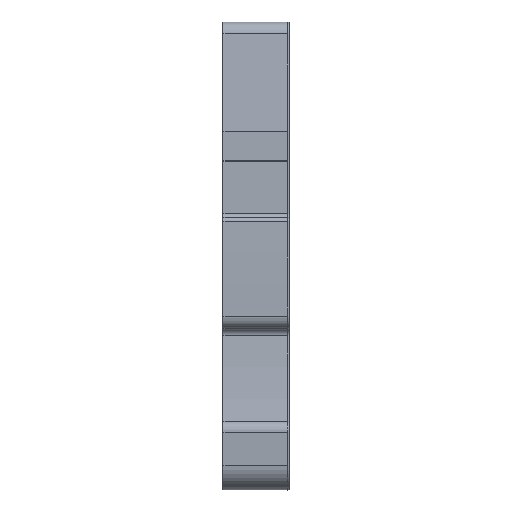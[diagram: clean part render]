
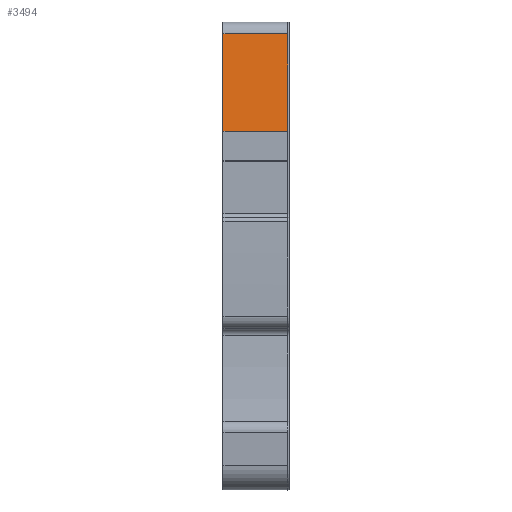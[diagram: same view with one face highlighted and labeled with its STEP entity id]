
A CAD part, front view. The second image highlights one B-rep face of the part: STEP entity #3494.
In plain terms, the highlighted planar face has unit normal (0, -0.996, 0.087).
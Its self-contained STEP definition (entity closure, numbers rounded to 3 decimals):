
#3474=AXIS2_PLACEMENT_3D('Plane Axis2P3D',#3471,#3472,#3473) ;
#968=CARTESIAN_POINT('Vertex',(0.,1.936,27.7)) ;
#971=CARTESIAN_POINT('Line Origine',(0.,2.266,31.469)) ;
#975=CARTESIAN_POINT('Vertex',(0.,2.596,35.237)) ;
#3451=CARTESIAN_POINT('Line Origine',(2.55,2.596,35.237)) ;
#3455=CARTESIAN_POINT('Vertex',(5.,2.596,35.237)) ;
#3471=CARTESIAN_POINT('Axis2P3D Location',(2.8,1.936,27.7)) ;
#3476=CARTESIAN_POINT('Line Origine',(2.5,1.936,27.7)) ;
#3480=CARTESIAN_POINT('Vertex',(5.,1.936,27.7)) ;
#3483=CARTESIAN_POINT('Line Origine',(5.,2.266,31.469)) ;
#972=DIRECTION('Vector Direction',(0.,0.087,0.996)) ;
#3452=DIRECTION('Vector Direction',(1.,0.,0.)) ;
#3472=DIRECTION('Axis2P3D Direction',(0.,-0.996,0.087)) ;
#3473=DIRECTION('Axis2P3D XDirection',(0.,0.087,0.996)) ;
#3477=DIRECTION('Vector Direction',(-1.,0.,0.)) ;
#3484=DIRECTION('Vector Direction',(0.,0.087,0.996)) ;
#973=VECTOR('Line Direction',#972,1.) ;
#3453=VECTOR('Line Direction',#3452,1.) ;
#3478=VECTOR('Line Direction',#3477,1.) ;
#3485=VECTOR('Line Direction',#3484,1.) ;
#3489=ORIENTED_EDGE('',*,*,#3457,.T.) ;
#3490=ORIENTED_EDGE('',*,*,#977,.F.) ;
#3491=ORIENTED_EDGE('',*,*,#3482,.F.) ;
#3492=ORIENTED_EDGE('',*,*,#3487,.T.) ;
#3494=ADVANCED_FACE('MLD1',(#3493),#3475,.T.) ;
#977=EDGE_CURVE('',#969,#976,#974,.T.) ;
#3457=EDGE_CURVE('',#3456,#976,#3454,.F.) ;
#3482=EDGE_CURVE('',#3481,#969,#3479,.T.) ;
#3487=EDGE_CURVE('',#3481,#3456,#3486,.T.) ;
#3488=EDGE_LOOP('',(#3489,#3490,#3491,#3492)) ;
#3493=FACE_OUTER_BOUND('',#3488,.T.) ;
#974=LINE('Line',#971,#973) ;
#3454=LINE('Line',#3451,#3453) ;
#3479=LINE('Line',#3476,#3478) ;
#3486=LINE('Line',#3483,#3485) ;
#3475=PLANE('',#3474) ;
#969=VERTEX_POINT('',#968) ;
#976=VERTEX_POINT('',#975) ;
#3456=VERTEX_POINT('',#3455) ;
#3481=VERTEX_POINT('',#3480) ;
